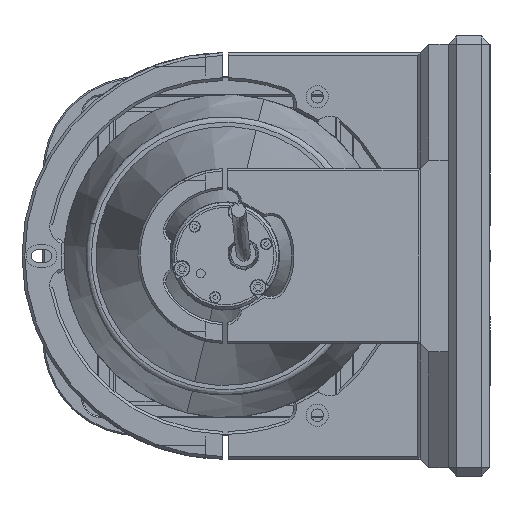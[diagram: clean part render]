
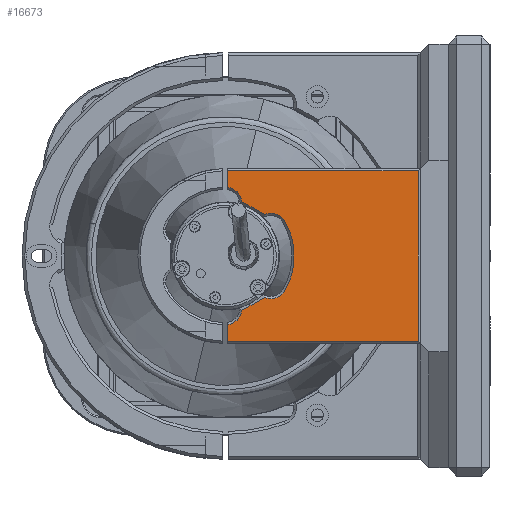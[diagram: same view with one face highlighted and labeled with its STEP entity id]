
A CAD part, left-side view. The second image highlights one B-rep face of the part: STEP entity #16673.
In plain terms, the highlighted planar face has unit normal (-1, 0, 0).
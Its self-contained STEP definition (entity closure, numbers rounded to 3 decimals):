
#258 = EDGE_CURVE ( 'NONE', #27424, #619, #14378, .T. ) ;
#619 = VERTEX_POINT ( 'NONE', #18968 ) ;
#912 = EDGE_CURVE ( 'NONE', #619, #36239, #24436, .T. ) ;
#1108 = CARTESIAN_POINT ( 'NONE',  ( -593.299, 79.25, 0.1 ) ) ;
#1566 = AXIS2_PLACEMENT_3D ( 'NONE', #46036, #24258, #2559 ) ;
#1797 = AXIS2_PLACEMENT_3D ( 'NONE', #12326, #37733, #15932 ) ;
#1941 = ORIENTED_EDGE ( 'NONE', *, *, #4660, .T. ) ;
#2298 = LINE ( 'NONE', #1108, #39750 ) ;
#2559 = DIRECTION ( 'NONE',  ( 0., 1., 0. ) ) ;
#2581 = CARTESIAN_POINT ( 'NONE',  ( -593.299, 79.25, -24.563 ) ) ;
#3902 = CARTESIAN_POINT ( 'NONE',  ( -593.299, 80., 0.1 ) ) ;
#4285 = ORIENTED_EDGE ( 'NONE', *, *, #43692, .T. ) ;
#4660 = EDGE_CURVE ( 'NONE', #14326, #27424, #34132, .T. ) ;
#4773 = VECTOR ( 'NONE', #19698, 1000. ) ;
#4873 = LINE ( 'NONE', #25597, #42351 ) ;
#5867 = CIRCLE ( 'NONE', #20762, 24.7 ) ;
#6657 = PLANE ( 'NONE',  #24624 ) ;
#7135 = CARTESIAN_POINT ( 'NONE',  ( -593.299, 10.8, -30.5 ) ) ;
#7550 = DIRECTION ( 'NONE',  ( 0., 1., 0. ) ) ;
#7630 = EDGE_CURVE ( 'NONE', #45467, #24981, #37691, .T. ) ;
#9453 = CIRCLE ( 'NONE', #39508, 5.8 ) ;
#9727 = VERTEX_POINT ( 'NONE', #28166 ) ;
#9880 = CARTESIAN_POINT ( 'NONE',  ( -593.299, 63.681, -9.435 ) ) ;
#10652 = CARTESIAN_POINT ( 'NONE',  ( -593.299, 74.144, 19.698 ) ) ;
#11593 = DIRECTION ( 'NONE',  ( 0., 0., 1. ) ) ;
#12326 = CARTESIAN_POINT ( 'NONE',  ( -593.299, 79.902, -18.8 ) ) ;
#12330 = CARTESIAN_POINT ( 'NONE',  ( -593.299, 79.25, -30.5 ) ) ;
#12339 = CIRCLE ( 'NONE', #1797, 5.8 ) ;
#12736 = CARTESIAN_POINT ( 'NONE',  ( -593.299, 79.25, 0.1 ) ) ;
#13079 = DIRECTION ( 'NONE',  ( 1., 0., 0. ) ) ;
#13153 = ORIENTED_EDGE ( 'NONE', *, *, #31477, .T. ) ;
#13513 = DIRECTION ( 'NONE',  ( 0., 1., 0. ) ) ;
#13540 = ORIENTED_EDGE ( 'NONE', *, *, #16050, .T. ) ;
#14087 = CARTESIAN_POINT ( 'NONE',  ( -593.299, 80., 0.1 ) ) ;
#14326 = VERTEX_POINT ( 'NONE', #22614 ) ;
#14378 = LINE ( 'NONE', #37846, #4773 ) ;
#14659 = EDGE_CURVE ( 'NONE', #31496, #22726, #27898, .T. ) ;
#15161 = VECTOR ( 'NONE', #11593, 1000. ) ;
#15932 = DIRECTION ( 'NONE',  ( 0., 0., 1. ) ) ;
#16050 = EDGE_CURVE ( 'NONE', #22726, #19164, #31405, .T. ) ;
#16673 = ADVANCED_FACE ( 'NONE', ( #23358 ), #6657, .T. ) ;
#17181 = ORIENTED_EDGE ( 'NONE', *, *, #21391, .T. ) ;
#17715 = DIRECTION ( 'NONE',  ( 0., 0., 1. ) ) ;
#18169 = ORIENTED_EDGE ( 'NONE', *, *, #24412, .T. ) ;
#18968 = CARTESIAN_POINT ( 'NONE',  ( -593.299, 65.956, 14.97 ) ) ;
#19164 = VERTEX_POINT ( 'NONE', #7135 ) ;
#19643 = CARTESIAN_POINT ( 'NONE',  ( -593.299, 74.144, -19.498 ) ) ;
#19698 = DIRECTION ( 'NONE',  ( 0., -0.866, -0.5 ) ) ;
#20762 = AXIS2_PLACEMENT_3D ( 'NONE', #3902, #29234, #7550 ) ;
#20969 = ORIENTED_EDGE ( 'NONE', *, *, #45364, .T. ) ;
#21391 = EDGE_CURVE ( 'NONE', #46913, #14326, #2298, .T. ) ;
#22614 = CARTESIAN_POINT ( 'NONE',  ( -593.299, 79.25, 24.763 ) ) ;
#22726 = VERTEX_POINT ( 'NONE', #12330 ) ;
#23358 = FACE_OUTER_BOUND ( 'NONE', #26936, .T. ) ;
#24258 = DIRECTION ( 'NONE',  ( 1., 0., 0. ) ) ;
#24412 = EDGE_CURVE ( 'NONE', #9727, #46913, #4873, .T. ) ;
#24436 = CIRCLE ( 'NONE', #1566, 5.8 ) ;
#24624 = AXIS2_PLACEMENT_3D ( 'NONE', #14087, #39476, #17715 ) ;
#24689 = ORIENTED_EDGE ( 'NONE', *, *, #30686, .T. ) ;
#24981 = VERTEX_POINT ( 'NONE', #19643 ) ;
#25597 = CARTESIAN_POINT ( 'NONE',  ( -593.299, 80., 30.7 ) ) ;
#26835 = VECTOR ( 'NONE', #44959, 1000. ) ;
#26936 = EDGE_LOOP ( 'NONE', ( #33120, #4285, #13153, #39466, #24689, #38925, #13540, #20969, #18169, #17181, #1941, #42603 ) ) ;
#27424 = VERTEX_POINT ( 'NONE', #10652 ) ;
#27898 = LINE ( 'NONE', #12736, #35347 ) ;
#28166 = CARTESIAN_POINT ( 'NONE',  ( -593.299, 10.8, 30.7 ) ) ;
#28927 = CARTESIAN_POINT ( 'NONE',  ( -593.299, 80., -30.5 ) ) ;
#29234 = DIRECTION ( 'NONE',  ( 1., 0., 0. ) ) ;
#29251 = DIRECTION ( 'NONE',  ( 0., 1., 0. ) ) ;
#29324 = CARTESIAN_POINT ( 'NONE',  ( -593.299, 58.673, 12.561 ) ) ;
#30686 = EDGE_CURVE ( 'NONE', #24981, #31496, #12339, .T. ) ;
#31329 = DIRECTION ( 'NONE',  ( 0., -1., 0. ) ) ;
#31405 = LINE ( 'NONE', #28927, #41105 ) ;
#31477 = EDGE_CURVE ( 'NONE', #41894, #45467, #9453, .T. ) ;
#31496 = VERTEX_POINT ( 'NONE', #2581 ) ;
#33120 = ORIENTED_EDGE ( 'NONE', *, *, #912, .T. ) ;
#33325 = CARTESIAN_POINT ( 'NONE',  ( -593.299, 10.8, 0.1 ) ) ;
#34002 = CARTESIAN_POINT ( 'NONE',  ( -593.299, 65.956, -14.77 ) ) ;
#34132 = CIRCLE ( 'NONE', #40038, 5.8 ) ;
#34831 = CARTESIAN_POINT ( 'NONE',  ( -593.299, 79.902, 19. ) ) ;
#35279 = DIRECTION ( 'NONE',  ( 1., 0., 0. ) ) ;
#35347 = VECTOR ( 'NONE', #45445, 1000. ) ;
#36239 = VERTEX_POINT ( 'NONE', #29324 ) ;
#37135 = CARTESIAN_POINT ( 'NONE',  ( -593.299, 58.673, -12.361 ) ) ;
#37431 = DIRECTION ( 'NONE',  ( 0., 0., -1. ) ) ;
#37691 = LINE ( 'NONE', #34002, #26835 ) ;
#37733 = DIRECTION ( 'NONE',  ( 1., 0., 0. ) ) ;
#37846 = CARTESIAN_POINT ( 'NONE',  ( -593.299, 74.144, 19.698 ) ) ;
#38473 = DIRECTION ( 'NONE',  ( 0., 1., 0. ) ) ;
#38925 = ORIENTED_EDGE ( 'NONE', *, *, #14659, .T. ) ;
#39393 = CARTESIAN_POINT ( 'NONE',  ( -593.299, 79.25, 30.7 ) ) ;
#39466 = ORIENTED_EDGE ( 'NONE', *, *, #7630, .T. ) ;
#39476 = DIRECTION ( 'NONE',  ( -1., 0., 0. ) ) ;
#39508 = AXIS2_PLACEMENT_3D ( 'NONE', #9880, #35279, #13513 ) ;
#39750 = VECTOR ( 'NONE', #37431, 1000. ) ;
#40038 = AXIS2_PLACEMENT_3D ( 'NONE', #34831, #13079, #38473 ) ;
#41105 = VECTOR ( 'NONE', #31329, 1000. ) ;
#41894 = VERTEX_POINT ( 'NONE', #37135 ) ;
#42351 = VECTOR ( 'NONE', #29251, 1000. ) ;
#42603 = ORIENTED_EDGE ( 'NONE', *, *, #258, .T. ) ;
#43042 = LINE ( 'NONE', #33325, #15161 ) ;
#43692 = EDGE_CURVE ( 'NONE', #36239, #41894, #5867, .T. ) ;
#44598 = CARTESIAN_POINT ( 'NONE',  ( -593.299, 65.956, -14.77 ) ) ;
#44959 = DIRECTION ( 'NONE',  ( 0., 0.866, -0.5 ) ) ;
#45364 = EDGE_CURVE ( 'NONE', #19164, #9727, #43042, .T. ) ;
#45445 = DIRECTION ( 'NONE',  ( 0., 0., -1. ) ) ;
#45467 = VERTEX_POINT ( 'NONE', #44598 ) ;
#46036 = CARTESIAN_POINT ( 'NONE',  ( -593.299, 63.681, 9.635 ) ) ;
#46913 = VERTEX_POINT ( 'NONE', #39393 ) ;
